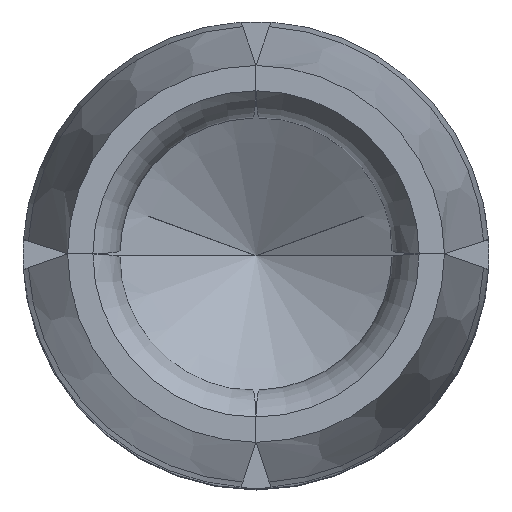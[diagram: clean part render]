
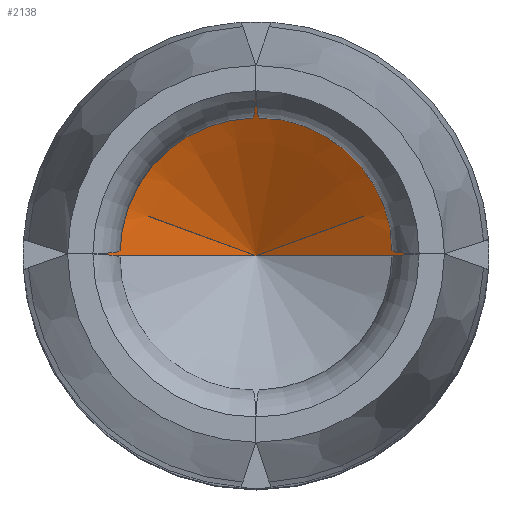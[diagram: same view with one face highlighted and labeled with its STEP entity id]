
A CAD part, top view. The second image highlights one B-rep face of the part: STEP entity #2138.
In plain terms, the highlighted conical face has half-angle 59.999 degrees and reference radius 1.122 mm.
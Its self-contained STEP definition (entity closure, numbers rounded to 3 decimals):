
#827=CARTESIAN_POINT('',(0.,0.,1.27));
#828=DIRECTION('',(0.,0.,1.));
#829=DIRECTION('',(1.,0.,0.));
#830=AXIS2_PLACEMENT_3D('',#827,#828,#829);
#901=DIRECTION('',(0.866,0.,0.5));
#902=VECTOR('',#901,2.54);
#903=CARTESIAN_POINT('',(0.,0.,0.));
#904=LINE('',#903,#902);
#905=DIRECTION('',(-0.866,0.,0.5));
#906=VECTOR('',#905,2.54);
#907=CARTESIAN_POINT('',(0.,0.,0.));
#908=LINE('',#907,#906);
#950=CARTESIAN_POINT('',(0.,0.,0.));
#951=CARTESIAN_POINT('',(2.2,0.,1.27));
#952=VERTEX_POINT('',#950);
#953=VERTEX_POINT('',#951);
#972=CARTESIAN_POINT('',(-2.2,0.,1.27));
#973=VERTEX_POINT('',#972);
#2126=CARTESIAN_POINT('',(0.,0.,0.648));
#2127=DIRECTION('',(0.,0.,1.));
#2128=DIRECTION('',(-1.,0.,0.));
#2129=AXIS2_PLACEMENT_3D('',#2126,#2127,#2128);
#2130=CONICAL_SURFACE('',#2129,1.122,59.999);
#2132=ORIENTED_EDGE('',*,*,#2131,.F.);
#2134=ORIENTED_EDGE('',*,*,#2133,.T.);
#2135=ORIENTED_EDGE('',*,*,#2038,.F.);
#2136=EDGE_LOOP('',(#2132,#2134,#2135));
#2137=FACE_OUTER_BOUND('',#2136,.F.);
#2138=ADVANCED_FACE('',(#2137),#2130,.F.);
#831=CIRCLE('',#830,2.2);
#2038=EDGE_CURVE('',#953,#973,#831,.T.);
#2131=EDGE_CURVE('',#952,#953,#904,.T.);
#2133=EDGE_CURVE('',#952,#973,#908,.T.);
